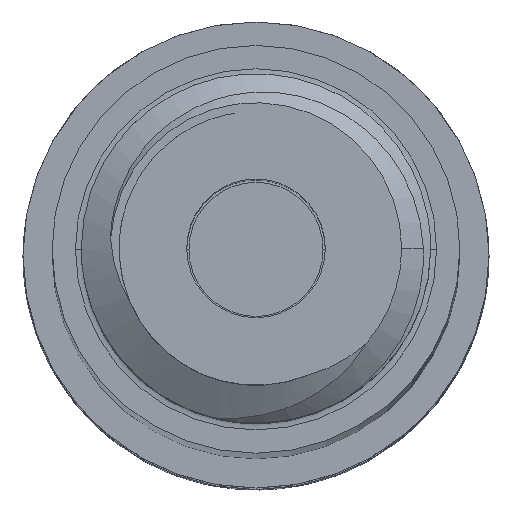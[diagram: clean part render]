
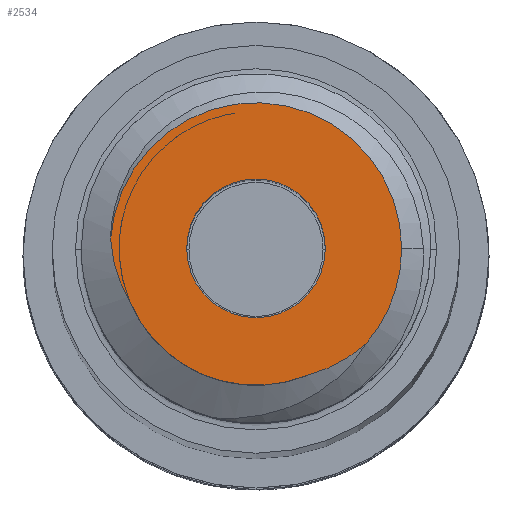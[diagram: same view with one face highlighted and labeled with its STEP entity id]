
A CAD part, top view. The second image highlights one B-rep face of the part: STEP entity #2534.
In plain terms, the highlighted planar face has unit normal (0, 0, 1).
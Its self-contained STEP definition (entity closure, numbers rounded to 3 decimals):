
#10 = DIRECTION ( 'NONE',  ( 1., 0., 0. ) ) ;
#107 = ORIENTED_EDGE ( 'NONE', *, *, #2176, .F. ) ;
#111 = B_SPLINE_CURVE_WITH_KNOTS ( 'NONE', 3,
 ( #1423, #3112, #6536, #5463 ),
 .UNSPECIFIED., .F., .F.,
 ( 4, 4 ),
 ( 0., 1. ),
 .UNSPECIFIED. ) ;
#273 = DIRECTION ( 'NONE',  ( 0., 0., 1. ) ) ;
#295 = AXIS2_PLACEMENT_3D ( 'NONE', #4441, #4368, #2159 ) ;
#328 = CARTESIAN_POINT ( 'NONE',  ( 0.941, -0.823, 34.6 ) ) ;
#946 = CARTESIAN_POINT ( 'NONE',  ( 0., 0., 34.6 ) ) ;
#1102 = CARTESIAN_POINT ( 'NONE',  ( -1.023, -0.598, 34.6 ) ) ;
#1173 = EDGE_CURVE ( 'NONE', #4988, #5446, #111, .T. ) ;
#1184 = CARTESIAN_POINT ( 'NONE',  ( -0.72, -0.942, 34.6 ) ) ;
#1226 = VERTEX_POINT ( 'NONE', #328 ) ;
#1232 = AXIS2_PLACEMENT_3D ( 'NONE', #946, #3857, #5034 ) ;
#1295 = CIRCLE ( 'NONE', #7002, 0.595 ) ;
#1301 = CARTESIAN_POINT ( 'NONE',  ( 0.595, 0., 34.6 ) ) ;
#1319 = B_SPLINE_CURVE_WITH_KNOTS ( 'NONE', 3,
 ( #6189, #1102, #5040, #1184, #3473, #5750, #3394, #1633, #3360, #5681 ),
 .UNSPECIFIED., .F., .F.,
 ( 4, 2, 2, 2, 4 ),
 ( 0., 0.25, 0.5, 0.75, 1. ),
 .UNSPECIFIED. ) ;
#1405 = FACE_OUTER_BOUND ( 'NONE', #4307, .T. ) ;
#1423 = CARTESIAN_POINT ( 'NONE',  ( -1.247, 0.08, 34.6 ) ) ;
#1455 = VERTEX_POINT ( 'NONE', #7327 ) ;
#1478 = B_SPLINE_CURVE_WITH_KNOTS ( 'NONE', 3,
 ( #1686, #3964, #2258, #7333, #4540, #6794, #4335, #4380 ),
 .UNSPECIFIED., .F., .F.,
 ( 4, 2, 2, 4 ),
 ( 0., 0.25, 0.5, 1. ),
 .UNSPECIFIED. ) ;
#1509 = CARTESIAN_POINT ( 'NONE',  ( 0., 0., 34.6 ) ) ;
#1606 = CARTESIAN_POINT ( 'NONE',  ( -1.083, -0.456, 34.6 ) ) ;
#1633 = CARTESIAN_POINT ( 'NONE',  ( 0.148, -1.176, 34.6 ) ) ;
#1686 = CARTESIAN_POINT ( 'NONE',  ( 0.441, -1.089, 34.6 ) ) ;
#1862 = EDGE_CURVE ( 'NONE', #5201, #4988, #4534, .T. ) ;
#1899 = ORIENTED_EDGE ( 'NONE', *, *, #3722, .T. ) ;
#2004 = EDGE_CURVE ( 'NONE', #5776, #6690, #1295, .T. ) ;
#2159 = DIRECTION ( 'NONE',  ( 1., 0., 0. ) ) ;
#2176 = EDGE_CURVE ( 'NONE', #6690, #5776, #7123, .T. ) ;
#2258 = CARTESIAN_POINT ( 'NONE',  ( 0.53, -1.064, 34.6 ) ) ;
#2534 = ADVANCED_FACE ( 'NONE', ( #5270, #1405 ), #5974, .T. ) ;
#2562 = DIRECTION ( 'NONE',  ( 1., 0., 0. ) ) ;
#2916 = ORIENTED_EDGE ( 'NONE', *, *, #5834, .T. ) ;
#3112 = CARTESIAN_POINT ( 'NONE',  ( -1.236, -0.115, 34.6 ) ) ;
#3266 = CARTESIAN_POINT ( 'NONE',  ( 1.25, 0., 34.6 ) ) ;
#3360 = CARTESIAN_POINT ( 'NONE',  ( 0.297, -1.148, 34.6 ) ) ;
#3384 = DIRECTION ( 'NONE',  ( 1., 0., 0. ) ) ;
#3394 = CARTESIAN_POINT ( 'NONE',  ( -0.161, -1.174, 34.6 ) ) ;
#3473 = CARTESIAN_POINT ( 'NONE',  ( -0.593, -1.026, 34.6 ) ) ;
#3722 = EDGE_CURVE ( 'NONE', #1455, #1226, #1478, .T. ) ;
#3783 = DIRECTION ( 'NONE',  ( 0., 0., 1. ) ) ;
#3857 = DIRECTION ( 'NONE',  ( 0., 0., 1. ) ) ;
#3964 = CARTESIAN_POINT ( 'NONE',  ( 0.485, -1.078, 34.6 ) ) ;
#4160 = DIRECTION ( 'NONE',  ( 0., 0., 1. ) ) ;
#4307 = EDGE_LOOP ( 'NONE', ( #5495, #6652, #4647, #1899, #2916 ) ) ;
#4335 = CARTESIAN_POINT ( 'NONE',  ( 0.869, -0.886, 34.6 ) ) ;
#4368 = DIRECTION ( 'NONE',  ( 0., 0., 1. ) ) ;
#4380 = CARTESIAN_POINT ( 'NONE',  ( 0.941, -0.823, 34.6 ) ) ;
#4441 = CARTESIAN_POINT ( 'NONE',  ( 0., 0., 34.6 ) ) ;
#4534 = CIRCLE ( 'NONE', #5382, 1.25 ) ;
#4540 = CARTESIAN_POINT ( 'NONE',  ( 0.664, -1.008, 34.6 ) ) ;
#4647 = ORIENTED_EDGE ( 'NONE', *, *, #5980, .T. ) ;
#4716 = CARTESIAN_POINT ( 'NONE',  ( 0., 0., 34.6 ) ) ;
#4954 = CARTESIAN_POINT ( 'NONE',  ( -0.595, 0., 34.6 ) ) ;
#4988 = VERTEX_POINT ( 'NONE', #5721 ) ;
#5034 = DIRECTION ( 'NONE',  ( 1., 0., 0. ) ) ;
#5040 = CARTESIAN_POINT ( 'NONE',  ( -0.938, -0.725, 34.6 ) ) ;
#5201 = VERTEX_POINT ( 'NONE', #3266 ) ;
#5248 = EDGE_LOOP ( 'NONE', ( #6998, #107 ) ) ;
#5270 = FACE_BOUND ( 'NONE', #5248, .T. ) ;
#5382 = AXIS2_PLACEMENT_3D ( 'NONE', #1509, #3783, #3384 ) ;
#5424 = CARTESIAN_POINT ( 'NONE',  ( 0., 0., 34.6 ) ) ;
#5446 = VERTEX_POINT ( 'NONE', #1606 ) ;
#5463 = CARTESIAN_POINT ( 'NONE',  ( -1.083, -0.456, 34.6 ) ) ;
#5495 = ORIENTED_EDGE ( 'NONE', *, *, #1862, .T. ) ;
#5681 = CARTESIAN_POINT ( 'NONE',  ( 0.441, -1.089, 34.6 ) ) ;
#5721 = CARTESIAN_POINT ( 'NONE',  ( -1.247, 0.08, 34.6 ) ) ;
#5750 = CARTESIAN_POINT ( 'NONE',  ( -0.309, -1.144, 34.6 ) ) ;
#5776 = VERTEX_POINT ( 'NONE', #1301 ) ;
#5834 = EDGE_CURVE ( 'NONE', #1226, #5201, #6730, .T. ) ;
#5974 = PLANE ( 'NONE',  #1232 ) ;
#5980 = EDGE_CURVE ( 'NONE', #5446, #1455, #1319, .T. ) ;
#6189 = CARTESIAN_POINT ( 'NONE',  ( -1.083, -0.456, 34.6 ) ) ;
#6536 = CARTESIAN_POINT ( 'NONE',  ( -1.181, -0.294, 34.6 ) ) ;
#6652 = ORIENTED_EDGE ( 'NONE', *, *, #1173, .T. ) ;
#6690 = VERTEX_POINT ( 'NONE', #4954 ) ;
#6730 = CIRCLE ( 'NONE', #295, 1.25 ) ;
#6794 = CARTESIAN_POINT ( 'NONE',  ( 0.79, -0.94, 34.6 ) ) ;
#6998 = ORIENTED_EDGE ( 'NONE', *, *, #2004, .F. ) ;
#7002 = AXIS2_PLACEMENT_3D ( 'NONE', #4716, #4160, #10 ) ;
#7123 = CIRCLE ( 'NONE', #7238, 0.595 ) ;
#7238 = AXIS2_PLACEMENT_3D ( 'NONE', #5424, #273, #2562 ) ;
#7327 = CARTESIAN_POINT ( 'NONE',  ( 0.441, -1.089, 34.6 ) ) ;
#7333 = CARTESIAN_POINT ( 'NONE',  ( 0.618, -1.029, 34.6 ) ) ;
